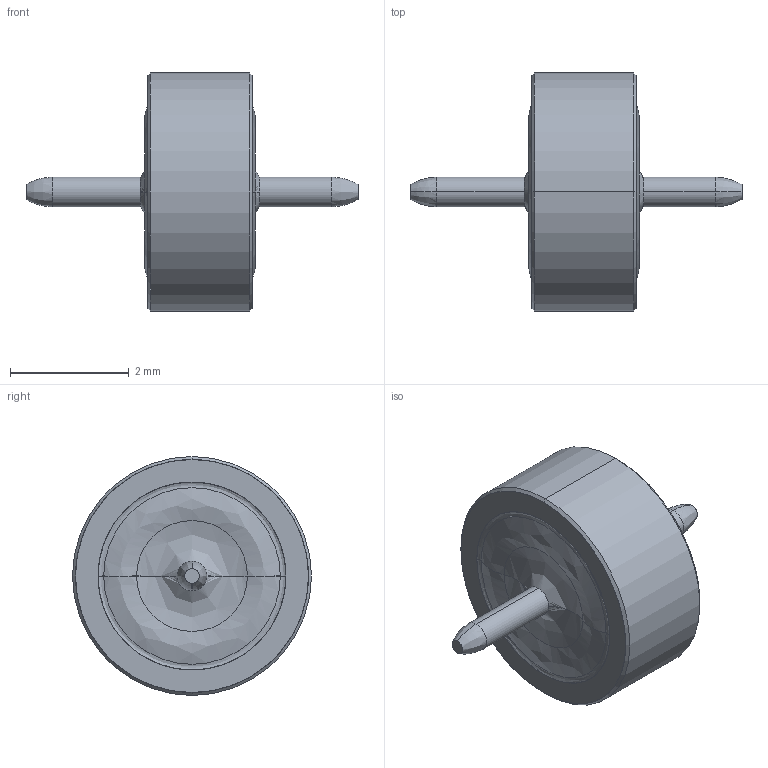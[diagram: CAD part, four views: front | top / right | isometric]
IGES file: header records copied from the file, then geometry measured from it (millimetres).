
Start section: SolidWorks IGES file using analytic representation for surfaces
Global section: file name: R280757060.IGS; native system: SolidWorks 2025; preprocessor: SolidWorks 2025; author: KY_B; date: 250826.135135; units: millimetre
Bounding box: 5.6 x 4.03 x 4.03 mm (x, y, z)
Surface area: 52.9 mm2 (no closed solid volume)
Topology: 0 solids, 0 shells, 30 faces, 272 edges, 272 vertices
Faces by surface type: bspline 20, revolution 10
